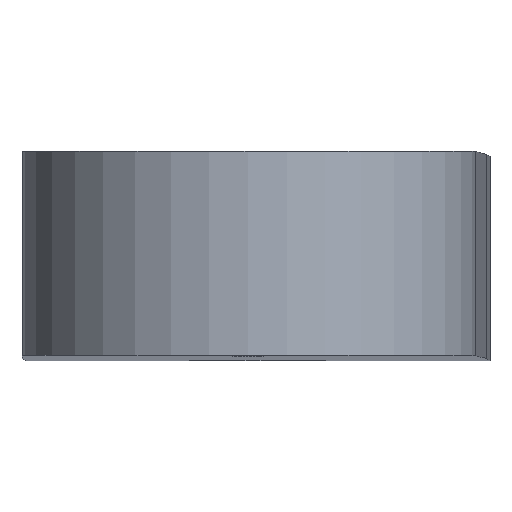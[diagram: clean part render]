
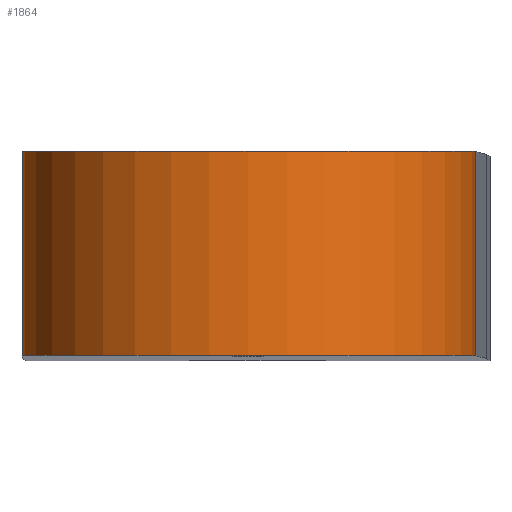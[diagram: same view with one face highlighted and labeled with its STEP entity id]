
A CAD part, top view. The second image highlights one B-rep face of the part: STEP entity #1864.
In plain terms, the highlighted cylindrical face has radius 10 mm (diameter 20 mm), a partial arc.
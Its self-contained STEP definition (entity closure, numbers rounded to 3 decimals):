
#169=FACE_OUTER_BOUND('',#277,.T.);
#277=EDGE_LOOP('',(#1704,#1705,#1706,#1707));
#479=LINE('',#3101,#679);
#480=LINE('',#3102,#680);
#679=VECTOR('',#2548,10.);
#680=VECTOR('',#2549,10.);
#690=CIRCLE('',#1894,10.);
#738=CIRCLE('',#1984,10.);
#765=VERTEX_POINT('',#2596);
#766=VERTEX_POINT('',#2598);
#893=VERTEX_POINT('',#2936);
#894=VERTEX_POINT('',#2938);
#947=EDGE_CURVE('',#766,#765,#690,.T.);
#1117=EDGE_CURVE('',#894,#893,#738,.T.);
#1199=EDGE_CURVE('',#894,#765,#479,.T.);
#1200=EDGE_CURVE('',#893,#766,#480,.T.);
#1704=ORIENTED_EDGE('',*,*,#947,.T.);
#1705=ORIENTED_EDGE('',*,*,#1199,.F.);
#1706=ORIENTED_EDGE('',*,*,#1117,.T.);
#1707=ORIENTED_EDGE('',*,*,#1200,.T.);
#1775=CYLINDRICAL_SURFACE('',#2040,10.);
#1864=ADVANCED_FACE('',(#169),#1775,.T.);
#1894=AXIS2_PLACEMENT_3D('',#2599,#2070,#2071);
#1984=AXIS2_PLACEMENT_3D('',#2939,#2372,#2373);
#2040=AXIS2_PLACEMENT_3D('',#3100,#2546,#2547);
#2070=DIRECTION('center_axis',(0.,1.,0.));
#2071=DIRECTION('ref_axis',(1.,0.,0.));
#2372=DIRECTION('center_axis',(0.,-1.,0.));
#2373=DIRECTION('ref_axis',(1.,0.,0.));
#2546=DIRECTION('center_axis',(0.,-1.,0.));
#2547=DIRECTION('ref_axis',(1.,0.,0.));
#2548=DIRECTION('',(0.,-1.,0.));
#2549=DIRECTION('',(0.,-1.,0.));
#2596=CARTESIAN_POINT('',(146.552,-38.735,270.811));
#2598=CARTESIAN_POINT('',(126.552,-38.735,270.747));
#2599=CARTESIAN_POINT('Origin',(136.552,-38.735,270.747));
#2936=CARTESIAN_POINT('',(126.552,-29.735,270.747));
#2938=CARTESIAN_POINT('',(146.552,-29.735,270.811));
#2939=CARTESIAN_POINT('Origin',(136.552,-29.735,270.747));
#3100=CARTESIAN_POINT('Origin',(136.552,-29.235,270.747));
#3101=CARTESIAN_POINT('',(146.552,-29.235,270.811));
#3102=CARTESIAN_POINT('',(126.552,-29.235,270.747));
